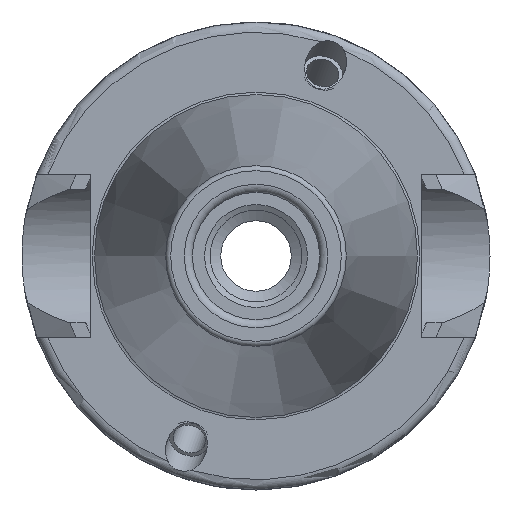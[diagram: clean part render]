
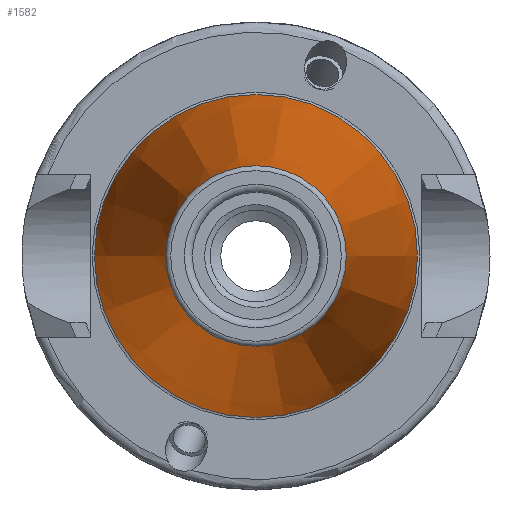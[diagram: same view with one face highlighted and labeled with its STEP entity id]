
A CAD part, left-side view. The second image highlights one B-rep face of the part: STEP entity #1582.
In plain terms, the highlighted conical face has half-angle 8.297 degrees and reference radius 12.377 mm.
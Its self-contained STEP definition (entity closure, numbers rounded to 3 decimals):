
#115=CONICAL_SURFACE('',#1821,12.377,0.145);
#190=LINE('',#3109,#265);
#265=VECTOR('',#2330,12.377);
#394=FACE_OUTER_BOUND('',#500,.T.);
#500=EDGE_LOOP('',(#1435,#1436,#1437,#1438,#1439));
#606=CIRCLE('',#1818,8.879);
#607=CIRCLE('',#1819,8.879);
#609=CIRCLE('',#1822,15.875);
#756=VERTEX_POINT('',#3101);
#757=VERTEX_POINT('',#3102);
#758=VERTEX_POINT('',#3107);
#987=EDGE_CURVE('',#756,#757,#606,.T.);
#988=EDGE_CURVE('',#757,#756,#607,.T.);
#990=EDGE_CURVE('',#758,#758,#609,.T.);
#991=EDGE_CURVE('',#758,#756,#190,.T.);
#1435=ORIENTED_EDGE('',*,*,#990,.F.);
#1436=ORIENTED_EDGE('',*,*,#991,.T.);
#1437=ORIENTED_EDGE('',*,*,#987,.T.);
#1438=ORIENTED_EDGE('',*,*,#988,.T.);
#1439=ORIENTED_EDGE('',*,*,#991,.F.);
#1582=ADVANCED_FACE('',(#394),#115,.T.);
#1818=AXIS2_PLACEMENT_3D('',#3103,#2320,#2321);
#1819=AXIS2_PLACEMENT_3D('',#3104,#2322,#2323);
#1821=AXIS2_PLACEMENT_3D('',#3106,#2326,#2327);
#1822=AXIS2_PLACEMENT_3D('',#3108,#2328,#2329);
#2320=DIRECTION('center_axis',(1.,0.,0.));
#2321=DIRECTION('ref_axis',(0.,0.,-1.));
#2322=DIRECTION('center_axis',(1.,0.,0.));
#2323=DIRECTION('ref_axis',(0.,0.,-1.));
#2326=DIRECTION('center_axis',(1.,0.,0.));
#2327=DIRECTION('ref_axis',(0.,1.,0.));
#2328=DIRECTION('center_axis',(1.,0.,0.));
#2329=DIRECTION('ref_axis',(0.,0.,-1.));
#2330=DIRECTION('',(-0.99,0.144,0.));
#3101=CARTESIAN_POINT('',(-47.972,-8.879,0.));
#3102=CARTESIAN_POINT('',(-47.972,0.,8.879));
#3103=CARTESIAN_POINT('Origin',(-47.972,0.,
0.));
#3104=CARTESIAN_POINT('Origin',(-47.972,0.,
0.));
#3106=CARTESIAN_POINT('Origin',(-23.986,0.,
0.));
#3107=CARTESIAN_POINT('',(0.,-15.875,0.));
#3108=CARTESIAN_POINT('Origin',(0.,0.,
0.));
#3109=CARTESIAN_POINT('',(-23.986,-12.377,0.));
